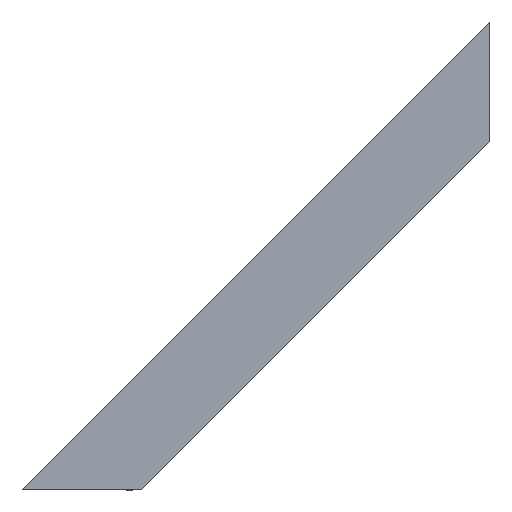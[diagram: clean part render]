
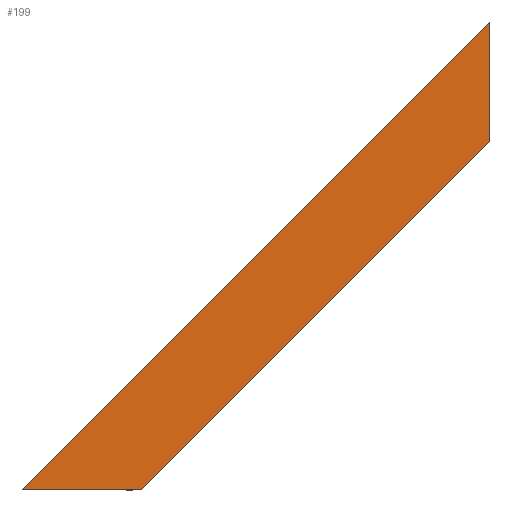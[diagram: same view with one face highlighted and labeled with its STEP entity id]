
A CAD part, front view. The second image highlights one B-rep face of the part: STEP entity #199.
In plain terms, the highlighted planar face has unit normal (0, -1, 0).
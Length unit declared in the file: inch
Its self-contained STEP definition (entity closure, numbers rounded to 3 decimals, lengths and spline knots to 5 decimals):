
#20=FACE_OUTER_BOUND('',#32,.T.);
#32=EDGE_LOOP('',(#150,#151,#152,#153));
#40=LINE('',#289,#64);
#44=LINE('',#296,#68);
#52=LINE('',#312,#76);
#57=LINE('',#322,#81);
#64=VECTOR('',#241,39.37008);
#68=VECTOR('',#247,39.37008);
#76=VECTOR('',#259,39.37008);
#81=VECTOR('',#266,39.37008);
#88=VERTEX_POINT('',#286);
#89=VERTEX_POINT('',#288);
#91=VERTEX_POINT('',#294);
#97=VERTEX_POINT('',#310);
#104=EDGE_CURVE('',#88,#89,#40,.T.);
#108=EDGE_CURVE('',#91,#88,#44,.T.);
#116=EDGE_CURVE('',#97,#89,#52,.T.);
#121=EDGE_CURVE('',#91,#97,#57,.T.);
#150=ORIENTED_EDGE('',*,*,#116,.T.);
#151=ORIENTED_EDGE('',*,*,#104,.F.);
#152=ORIENTED_EDGE('',*,*,#108,.F.);
#153=ORIENTED_EDGE('',*,*,#121,.T.);
#178=PLANE('',#229);
#199=ADVANCED_FACE('',(#20),#178,.T.);
#229=AXIS2_PLACEMENT_3D('',#321,#264,#265);
#241=DIRECTION('',(0.707,0.,0.707));
#247=DIRECTION('',(-1.,0.,0.));
#259=DIRECTION('',(0.,0.,1.));
#264=DIRECTION('center_axis',(0.,-1.,0.));
#265=DIRECTION('ref_axis',(0.,0.,-1.));
#266=DIRECTION('',(0.707,0.,0.707));
#286=CARTESIAN_POINT('',(16.27728,-33.,1.75));
#288=CARTESIAN_POINT('',(26.,-33.,11.47272));
#289=CARTESIAN_POINT('',(21.33602,-33.,6.80874));
#294=CARTESIAN_POINT('',(18.75216,-33.,1.75));
#296=CARTESIAN_POINT('',(16.95434,-33.,1.75));
#310=CARTESIAN_POINT('',(26.,-33.,8.99784));
#312=CARTESIAN_POINT('',(26.,-33.,17.75));
#321=CARTESIAN_POINT('Origin',(19.0625,-33.,9.75));
#322=CARTESIAN_POINT('',(18.75216,-33.,1.75));
